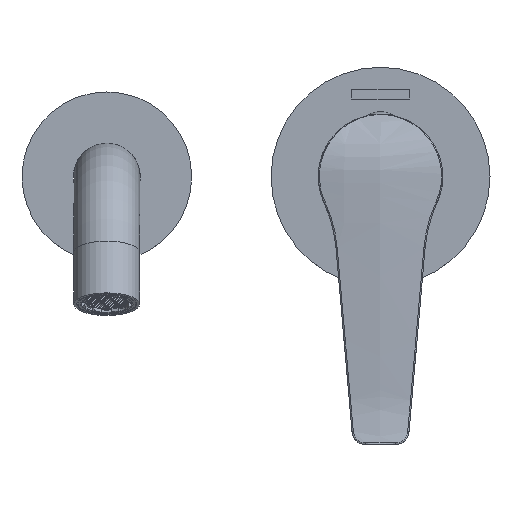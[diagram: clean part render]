
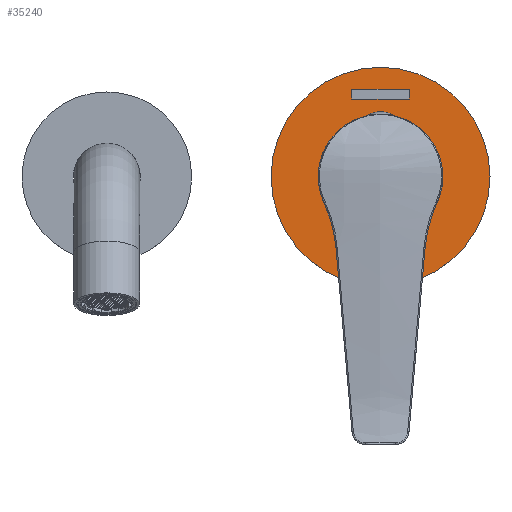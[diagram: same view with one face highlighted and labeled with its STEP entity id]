
A CAD part, top view. The second image highlights one B-rep face of the part: STEP entity #35240.
In plain terms, the highlighted planar face has unit normal (0, 0, 1).
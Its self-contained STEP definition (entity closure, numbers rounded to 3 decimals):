
#1464 = VERTEX_POINT ( 'NONE', #8034 ) ;
#2304 = EDGE_CURVE ( 'NONE', #1464, #9789, #7530, .T. ) ;
#2524 = EDGE_CURVE ( 'NONE', #9789, #21504, #5720, .T. ) ;
#5720 = LINE ( 'NONE', #11883, #25789 ) ;
#6143 = DIRECTION ( 'NONE',  ( -1., 0., 0. ) ) ;
#6378 = PLANE ( 'NONE',  #15197 ) ;
#7242 = DIRECTION ( 'NONE',  ( 0., 0., -1. ) ) ;
#7258 = CARTESIAN_POINT ( 'NONE',  ( -10.5, 32., 52. ) ) ;
#7530 = LINE ( 'NONE', #8478, #37591 ) ;
#8034 = CARTESIAN_POINT ( 'NONE',  ( -10.5, 28.4, 52. ) ) ;
#8427 = FACE_BOUND ( 'NONE', #31002, .T. ) ;
#8478 = CARTESIAN_POINT ( 'NONE',  ( -10.5, 0., 52. ) ) ;
#9315 = CARTESIAN_POINT ( 'NONE',  ( 0., 0., 52. ) ) ;
#9789 = VERTEX_POINT ( 'NONE', #7258 ) ;
#10103 = EDGE_CURVE ( 'NONE', #21504, #23449, #21640, .T. ) ;
#10936 = LINE ( 'NONE', #31350, #36420 ) ;
#11883 = CARTESIAN_POINT ( 'NONE',  ( 0., 32., 52. ) ) ;
#11992 = CARTESIAN_POINT ( 'NONE',  ( 21.25, 0., 52. ) ) ;
#12552 = DIRECTION ( 'NONE',  ( 0., 0., 1. ) ) ;
#12735 = EDGE_LOOP ( 'NONE', ( #17732 ) ) ;
#13105 = CARTESIAN_POINT ( 'NONE',  ( 0., 0., 52. ) ) ;
#13509 = EDGE_CURVE ( 'NONE', #23449, #1464, #10936, .T. ) ;
#14941 = CARTESIAN_POINT ( 'NONE',  ( -40., 0., 52. ) ) ;
#15197 = AXIS2_PLACEMENT_3D ( 'NONE', #9315, #17633, #6143 ) ;
#15502 = DIRECTION ( 'NONE',  ( 1., 0., 0. ) ) ;
#15893 = ORIENTED_EDGE ( 'NONE', *, *, #2304, .T. ) ;
#17633 = DIRECTION ( 'NONE',  ( 0., 0., -1. ) ) ;
#17732 = ORIENTED_EDGE ( 'NONE', *, *, #20873, .F. ) ;
#17883 = EDGE_CURVE ( 'NONE', #37341, #37341, #23046, .T. ) ;
#19468 = AXIS2_PLACEMENT_3D ( 'NONE', #29769, #12552, #15502 ) ;
#20873 = EDGE_CURVE ( 'NONE', #23296, #23296, #33271, .T. ) ;
#21504 = VERTEX_POINT ( 'NONE', #25213 ) ;
#21619 = ORIENTED_EDGE ( 'NONE', *, *, #2524, .T. ) ;
#21640 = LINE ( 'NONE', #34765, #35248 ) ;
#21958 = DIRECTION ( 'NONE',  ( -1., 0., 0. ) ) ;
#22383 = ORIENTED_EDGE ( 'NONE', *, *, #17883, .F. ) ;
#22476 = ORIENTED_EDGE ( 'NONE', *, *, #10103, .T. ) ;
#23046 = CIRCLE ( 'NONE', #19468, 21.25 ) ;
#23296 = VERTEX_POINT ( 'NONE', #14941 ) ;
#23449 = VERTEX_POINT ( 'NONE', #30165 ) ;
#23487 = DIRECTION ( 'NONE',  ( -1., 0., 0. ) ) ;
#25213 = CARTESIAN_POINT ( 'NONE',  ( 10.5, 32., 52. ) ) ;
#25789 = VECTOR ( 'NONE', #35182, 1000. ) ;
#26148 = DIRECTION ( 'NONE',  ( 0., -1., 0. ) ) ;
#27837 = ORIENTED_EDGE ( 'NONE', *, *, #13509, .T. ) ;
#28823 = EDGE_LOOP ( 'NONE', ( #27837, #15893, #21619, #22476 ) ) ;
#29769 = CARTESIAN_POINT ( 'NONE',  ( 0., 0., 52. ) ) ;
#30165 = CARTESIAN_POINT ( 'NONE',  ( 10.5, 28.4, 52. ) ) ;
#31002 = EDGE_LOOP ( 'NONE', ( #22383 ) ) ;
#31350 = CARTESIAN_POINT ( 'NONE',  ( 0., 28.4, 52. ) ) ;
#31662 = FACE_BOUND ( 'NONE', #28823, .T. ) ;
#31770 = DIRECTION ( 'NONE',  ( 0., 1., 0. ) ) ;
#32854 = AXIS2_PLACEMENT_3D ( 'NONE', #13105, #7242, #21958 ) ;
#33012 = FACE_OUTER_BOUND ( 'NONE', #12735, .T. ) ;
#33271 = CIRCLE ( 'NONE', #32854, 40. ) ;
#34765 = CARTESIAN_POINT ( 'NONE',  ( 10.5, 0., 52. ) ) ;
#35182 = DIRECTION ( 'NONE',  ( 1., 0., 0. ) ) ;
#35240 = ADVANCED_FACE ( 'NONE', ( #31662, #8427, #33012 ), #6378, .F. ) ;
#35248 = VECTOR ( 'NONE', #26148, 1000. ) ;
#36420 = VECTOR ( 'NONE', #23487, 1000. ) ;
#37341 = VERTEX_POINT ( 'NONE', #11992 ) ;
#37591 = VECTOR ( 'NONE', #31770, 1000. ) ;
